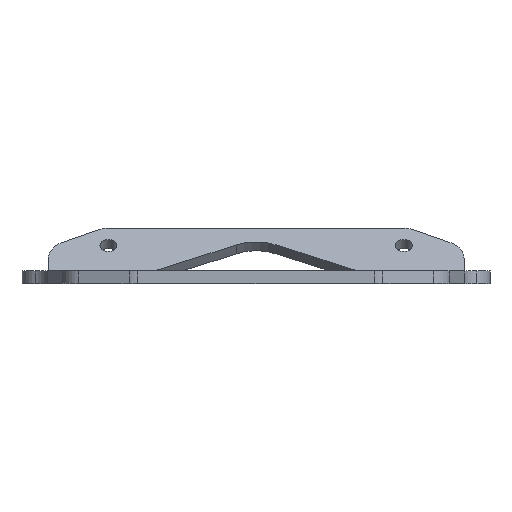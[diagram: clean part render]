
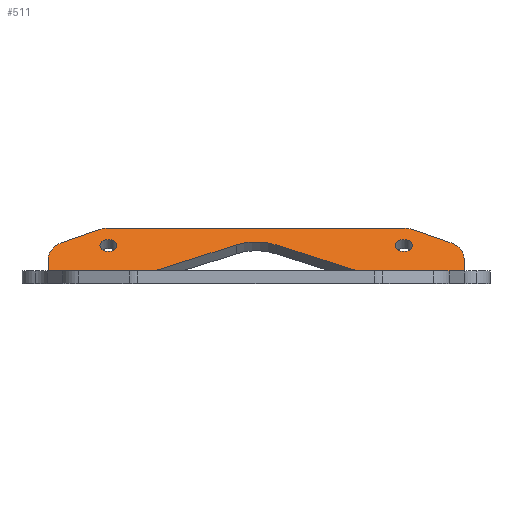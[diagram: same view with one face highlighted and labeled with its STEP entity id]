
A CAD part, top view. The second image highlights one B-rep face of the part: STEP entity #511.
In plain terms, the highlighted planar face has unit normal (0, 0.707, 0.707).
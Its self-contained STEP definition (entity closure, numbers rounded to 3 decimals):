
#163=CARTESIAN_POINT('',(417.792,12.408,-578.521));
#164=VERTEX_POINT('',#163);
#165=CARTESIAN_POINT('',(379.589,0.216,-566.328));
#166=VERTEX_POINT('',#165);
#167=CARTESIAN_POINT('',(374.169,-1.514,-564.598));
#168=DIRECTION('',(-0.911,-0.291,0.291));
#169=VECTOR('',#168,1.0);
#170=LINE('',#167,#169);
#171=EDGE_CURVE('no 761',#164,#166,#170,.T.);
#195=CARTESIAN_POINT('',(474.918,0.216,-566.328));
#196=VERTEX_POINT('',#195);
#203=CARTESIAN_POINT('',(436.716,12.408,-578.521));
#204=VERTEX_POINT('',#203);
#205=CARTESIAN_POINT('',(480.338,-1.514,-564.598));
#206=DIRECTION('',(-0.911,0.291,-0.291));
#207=VECTOR('',#206,1.0);
#208=LINE('',#205,#207);
#209=EDGE_CURVE('no 1570',#196,#204,#208,.T.);
#225=CARTESIAN_POINT('',(328.739,0.216,-566.328));
#226=VERTEX_POINT('',#225);
#233=CARTESIAN_POINT('',(328.739,6.009,-572.121));
#234=VERTEX_POINT('',#233);
#235=CARTESIAN_POINT('',(328.739,-7.919,-558.194));
#236=DIRECTION('',(-0.0,-0.707,0.707));
#237=VECTOR('',#236,1.0);
#238=LINE('',#235,#237);
#239=EDGE_CURVE('no 229',#234,#226,#238,.T.);
#256=CARTESIAN_POINT('',(335.402,13.609,-579.722));
#257=VERTEX_POINT('',#256);
#258=CARTESIAN_POINT('',(340.739,6.009,-572.121));
#259=DIRECTION('',(0.0,0.707,0.707));
#260=DIRECTION('',(0.0,-0.707,0.707));
#261=AXIS2_PLACEMENT_3D('',#258,#259,#260);
#262=CIRCLE('',#261,12.0);
#263=EDGE_CURVE('no 233',#257,#234,#262,.T.);
#281=CARTESIAN_POINT('',(352.01,19.44,-585.552));
#282=VERTEX_POINT('',#281);
#283=CARTESIAN_POINT('',(352.01,19.44,-585.552));
#284=DIRECTION('',(-0.896,-0.314,0.314));
#285=VECTOR('',#284,1.0);
#286=LINE('',#283,#285);
#287=EDGE_CURVE('no 237',#282,#257,#286,.T.);
#305=CARTESIAN_POINT('',(357.347,20.325,-586.438));
#306=VERTEX_POINT('',#305);
#307=CARTESIAN_POINT('',(357.347,11.84,-577.952));
#308=DIRECTION('',(0.0,0.707,0.707));
#309=DIRECTION('',(0.0,-0.707,0.707));
#310=AXIS2_PLACEMENT_3D('',#307,#308,#309);
#311=CIRCLE('',#310,12.0);
#312=EDGE_CURVE('no 241',#306,#282,#311,.T.);
#330=CARTESIAN_POINT('',(497.16,20.325,-586.438));
#331=VERTEX_POINT('',#330);
#332=CARTESIAN_POINT('',(357.347,20.325,-586.438));
#333=DIRECTION('',(-1.0,0.0,0.0));
#334=VECTOR('',#333,1.0);
#335=LINE('',#332,#334);
#336=EDGE_CURVE('no 245',#331,#306,#335,.T.);
#354=CARTESIAN_POINT('',(502.497,19.44,-585.552));
#355=VERTEX_POINT('',#354);
#356=CARTESIAN_POINT('',(497.16,11.84,-577.952));
#357=DIRECTION('',(0.0,0.707,0.707));
#358=DIRECTION('',(0.0,-0.707,0.707));
#359=AXIS2_PLACEMENT_3D('',#356,#357,#358);
#360=CIRCLE('',#359,12.0);
#361=EDGE_CURVE('no 249',#355,#331,#360,.T.);
#379=CARTESIAN_POINT('',(519.105,13.609,-579.722));
#380=VERTEX_POINT('',#379);
#381=CARTESIAN_POINT('',(502.497,19.44,-585.552));
#382=DIRECTION('',(-0.896,0.314,-0.314));
#383=VECTOR('',#382,1.0);
#384=LINE('',#381,#383);
#385=EDGE_CURVE('no 253',#380,#355,#384,.T.);
#403=CARTESIAN_POINT('',(525.769,6.009,-572.121));
#404=VERTEX_POINT('',#403);
#405=CARTESIAN_POINT('',(513.769,6.009,-572.121));
#406=DIRECTION('',(0.0,0.707,0.707));
#407=DIRECTION('',(0.0,-0.707,0.707));
#408=AXIS2_PLACEMENT_3D('',#405,#406,#407);
#409=CIRCLE('',#408,12.0);
#410=EDGE_CURVE('no 257',#404,#380,#409,.T.);
#428=CARTESIAN_POINT('',(525.769,0.216,-566.328));
#429=VERTEX_POINT('',#428);
#438=CARTESIAN_POINT('',(525.769,-7.919,-558.194));
#439=DIRECTION('',(0.0,0.707,-0.707));
#440=VECTOR('',#439,1.0);
#441=LINE('',#438,#440);
#442=EDGE_CURVE('no 1618',#429,#404,#441,.T.);
#452=CARTESIAN_POINT('',(371.254,0.216,-566.328));
#453=DIRECTION('',(-1.0,0.0,0.0));
#454=VECTOR('',#453,1.0);
#455=LINE('',#452,#454);
#456=EDGE_CURVE('no 1871',#429,#196,#455,.T.);
#457=ORIENTED_EDGE('',*,*,#456,.F.);
#458=ORIENTED_EDGE('',*,*,#442,.T.);
#459=ORIENTED_EDGE('',*,*,#410,.T.);
#460=ORIENTED_EDGE('',*,*,#385,.T.);
#461=ORIENTED_EDGE('',*,*,#361,.T.);
#462=ORIENTED_EDGE('',*,*,#336,.T.);
#463=ORIENTED_EDGE('',*,*,#312,.T.);
#464=ORIENTED_EDGE('',*,*,#287,.T.);
#465=ORIENTED_EDGE('',*,*,#263,.T.);
#466=ORIENTED_EDGE('',*,*,#239,.T.);
#467=CARTESIAN_POINT('',(371.254,0.216,-566.328));
#468=DIRECTION('',(-1.0,0.0,0.0));
#469=VECTOR('',#468,1.0);
#470=LINE('',#467,#469);
#471=EDGE_CURVE('no 1909',#166,#226,#470,.T.);
#472=ORIENTED_EDGE('',*,*,#471,.F.);
#473=ORIENTED_EDGE('',*,*,#171,.F.);
#474=CARTESIAN_POINT('',(427.254,-2.415,-563.697));
#475=DIRECTION('',(0.0,0.707,0.707));
#476=DIRECTION('',(0.0,-0.707,0.707));
#477=AXIS2_PLACEMENT_3D('',#474,#475,#476);
#478=CIRCLE('',#477,23.0);
#479=EDGE_CURVE('no 758',#204,#164,#478,.T.);
#480=ORIENTED_EDGE('',*,*,#479,.F.);
#481=ORIENTED_EDGE('',*,*,#209,.F.);
#482=EDGE_LOOP('',(
    #457,#458,#459,#460,#461,#462,#463,#464,#465,#466,
    #472,#473,#480,#481));
#483=FACE_OUTER_BOUND('',#482,.T.);
#484=CARTESIAN_POINT('',(357.254,9.292,-575.405));
#485=VERTEX_POINT('',#484);
#486=CARTESIAN_POINT('',(357.254,12.121,-578.233));
#487=DIRECTION('',(0.0,0.707,0.707));
#488=DIRECTION('',(0.0,-0.707,0.707));
#489=AXIS2_PLACEMENT_3D('',#486,#487,#488);
#490=CIRCLE('',#489,4.0);
#491=EDGE_CURVE('no 1083',#485,#485,#490,.T.);
#492=ORIENTED_EDGE('',*,*,#491,.F.);
#493=EDGE_LOOP('',(#492));
#494=FACE_BOUND('',#493,.T.);
#495=CARTESIAN_POINT('',(497.254,9.292,-575.405));
#496=VERTEX_POINT('',#495);
#497=CARTESIAN_POINT('',(497.254,12.121,-578.233));
#498=DIRECTION('',(0.0,0.707,0.707));
#499=DIRECTION('',(0.0,-0.707,0.707));
#500=AXIS2_PLACEMENT_3D('',#497,#498,#499);
#501=CIRCLE('',#500,4.0);
#502=EDGE_CURVE('no 1045',#496,#496,#501,.T.);
#503=ORIENTED_EDGE('',*,*,#502,.F.);
#504=EDGE_LOOP('',(#503));
#505=FACE_BOUND('',#504,.T.);
#506=CARTESIAN_POINT('',(371.254,-58.164,-507.949));
#507=DIRECTION('',(0.0,0.707,0.707));
#508=DIRECTION('',(0.0,-0.707,0.707));
#509=AXIS2_PLACEMENT_3D('',#506,#507,#508);
#510=PLANE('',#509);
#511=ADVANCED_FACE('no 203',(#483,#494,#505),#510,.T.);
